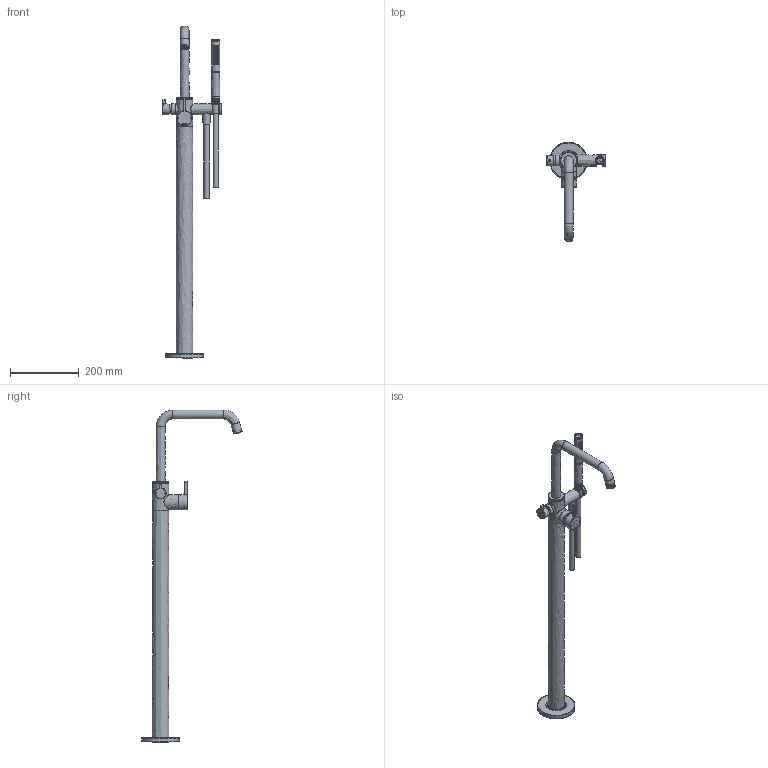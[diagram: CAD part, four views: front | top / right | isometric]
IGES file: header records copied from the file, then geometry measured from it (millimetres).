
Start section: C
Global section: file name: AC177.igs; native system: By Siemens PLM Incorporated; preprocessor: XPlus GENERIC/IGES 24.1.129; author: Author; organization: Title; date: 20231120.081507; units: millimetre
Bounding box: 172.3 x 292.04 x 969.2 mm (x, y, z)
Surface area: 443377.1 mm2 (no closed solid volume)
Topology: 0 solids, 0 shells, 1591 faces, 8997 edges, 8968 vertices
Faces by surface type: bspline 1591
